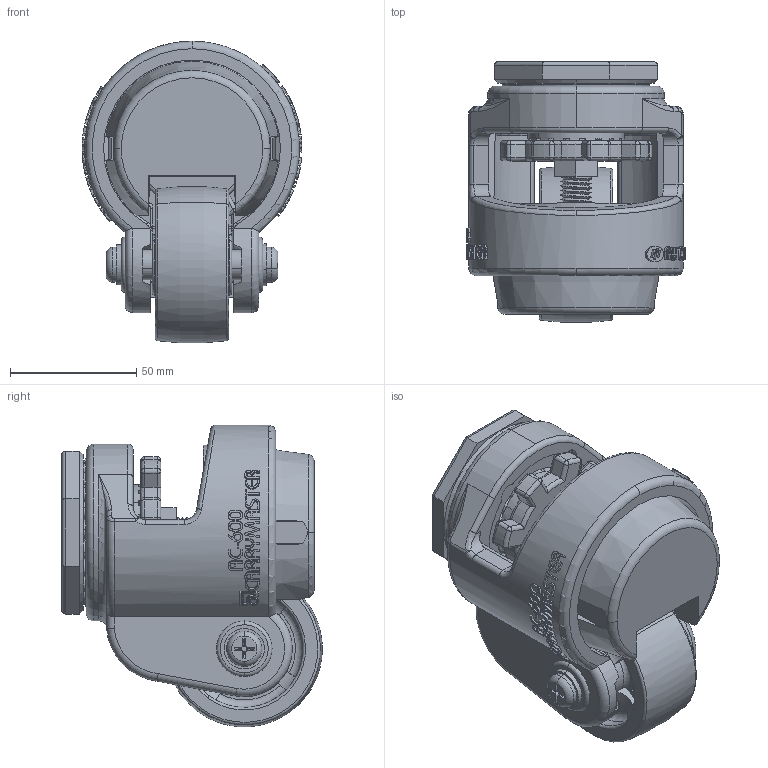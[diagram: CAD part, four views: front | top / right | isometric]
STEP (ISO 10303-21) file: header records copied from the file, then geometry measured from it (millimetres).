
FILE_DESCRIPTION (( 'STEP AP203' ), '1' );
FILE_NAME ('AC-600S.STEP', '2015-09-08T04:42:17', ( 'WON SINCHUL' ), ( 'Hewlett-Packard Company' ), 'SwSTEP 2.0', 'SolidWorks 2015', '' );
FILE_SCHEMA (( 'CONFIG_CONTROL_DESIGN' ));
Length unit declared in the file: millimetre
Products named in the file (1): AC-600S
Bounding box: 87 x 103.07 x 119.4 mm (x, y, z)
Volume: 407059.1 mm3; surface area: 129139.3 mm2
Topology: 44 solids, 44 shells, 1829 faces, 4834 edges, 3109 vertices
Faces by surface type: plane 786, bspline 389, cylinder 371, torus 144, sphere 100, cone 39
Entity records: 100987 total; most frequent: CARTESIAN_POINT 59738, ORIENTED_EDGE 9284, DIRECTION 7319, EDGE_CURVE 4642, VERTEX_POINT 3019, AXIS2_PLACEMENT_3D 2587, VECTOR 2145, LINE 2145
